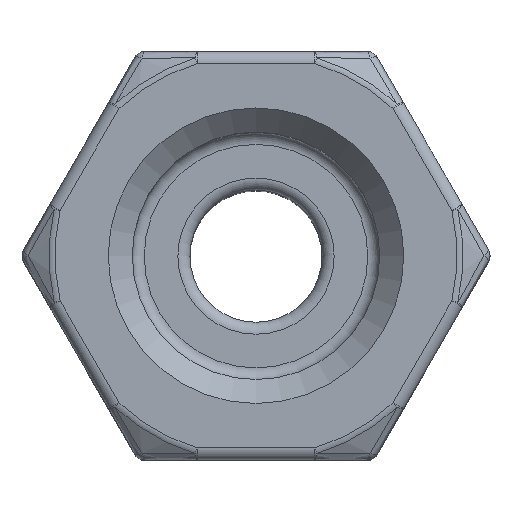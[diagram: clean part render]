
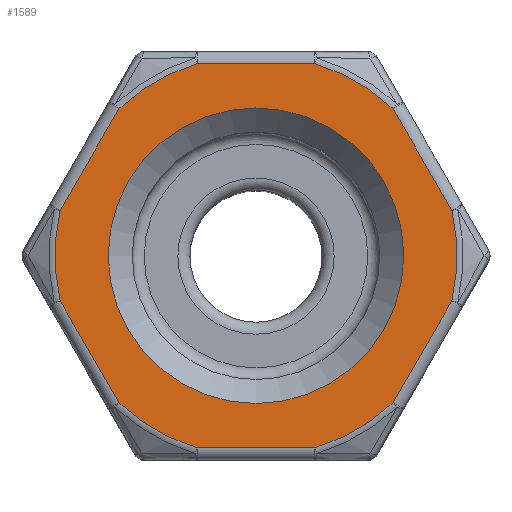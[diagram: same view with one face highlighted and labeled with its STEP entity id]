
A CAD part, top view. The second image highlights one B-rep face of the part: STEP entity #1589.
In plain terms, the highlighted planar face has unit normal (0, 0, 1).
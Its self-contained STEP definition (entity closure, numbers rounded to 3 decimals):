
#32=PLANE('',#1843);
#46=LINE('',#2916,#82);
#49=LINE('',#2993,#85);
#50=LINE('',#3076,#86);
#53=LINE('',#3153,#89);
#54=LINE('',#3236,#90);
#57=LINE('',#3313,#93);
#82=VECTOR('',#2066,1000.);
#85=VECTOR('',#2089,1000.);
#86=VECTOR('',#2122,1000.);
#89=VECTOR('',#2145,1000.);
#90=VECTOR('',#2178,1000.);
#93=VECTOR('',#2201,1000.);
#676=ORIENTED_EDGE('',*,*,#893,.T.);
#677=ORIENTED_EDGE('',*,*,#811,.T.);
#678=ORIENTED_EDGE('',*,*,#894,.T.);
#679=ORIENTED_EDGE('',*,*,#841,.T.);
#680=ORIENTED_EDGE('',*,*,#897,.T.);
#681=ORIENTED_EDGE('',*,*,#871,.T.);
#682=ORIENTED_EDGE('',*,*,#899,.T.);
#683=ORIENTED_EDGE('',*,*,#885,.T.);
#684=ORIENTED_EDGE('',*,*,#901,.T.);
#685=ORIENTED_EDGE('',*,*,#855,.T.);
#686=ORIENTED_EDGE('',*,*,#903,.T.);
#687=ORIENTED_EDGE('',*,*,#825,.T.);
#688=ORIENTED_EDGE('',*,*,#710,.T.);
#710=EDGE_CURVE('',#937,#937,#1056,.T.);
#811=EDGE_CURVE('',#997,#1000,#46,.T.);
#825=EDGE_CURVE('',#1007,#1004,#49,.T.);
#841=EDGE_CURVE('',#1015,#1018,#50,.T.);
#855=EDGE_CURVE('',#1025,#1022,#53,.T.);
#871=EDGE_CURVE('',#1033,#1036,#54,.T.);
#885=EDGE_CURVE('',#1043,#1040,#57,.T.);
#893=EDGE_CURVE('',#1004,#997,#1167,.T.);
#894=EDGE_CURVE('',#1000,#1015,#1168,.T.);
#897=EDGE_CURVE('',#1018,#1033,#1171,.T.);
#899=EDGE_CURVE('',#1036,#1043,#1173,.T.);
#901=EDGE_CURVE('',#1040,#1025,#1175,.T.);
#903=EDGE_CURVE('',#1022,#1007,#1177,.T.);
#937=VERTEX_POINT('',#2387);
#997=VERTEX_POINT('',#2906);
#1000=VERTEX_POINT('',#2915);
#1004=VERTEX_POINT('',#2955);
#1007=VERTEX_POINT('',#2990);
#1015=VERTEX_POINT('',#3066);
#1018=VERTEX_POINT('',#3075);
#1022=VERTEX_POINT('',#3115);
#1025=VERTEX_POINT('',#3150);
#1033=VERTEX_POINT('',#3226);
#1036=VERTEX_POINT('',#3235);
#1040=VERTEX_POINT('',#3275);
#1043=VERTEX_POINT('',#3310);
#1056=CIRCLE('',#1619,6.15);
#1167=CIRCLE('',#1779,8.366);
#1168=CIRCLE('',#1781,8.366);
#1171=CIRCLE('',#1785,8.366);
#1173=CIRCLE('',#1788,8.366);
#1175=CIRCLE('',#1791,8.366);
#1177=CIRCLE('',#1794,8.366);
#1319=EDGE_LOOP('',(#676,#677,#678,#679,#680,#681,#682,#683,#684,#685,#686,
#687));
#1320=EDGE_LOOP('',(#688));
#1451=FACE_BOUND('',#1319,.T.);
#1452=FACE_BOUND('',#1320,.T.);
#1589=ADVANCED_FACE('',(#1451,#1452),#32,.T.);
#1619=AXIS2_PLACEMENT_3D('',#2386,#1874,#1875);
#1779=AXIS2_PLACEMENT_3D('',#3352,#2218,#2219);
#1781=AXIS2_PLACEMENT_3D('',#3354,#2222,#2223);
#1785=AXIS2_PLACEMENT_3D('',#3358,#2230,#2231);
#1788=AXIS2_PLACEMENT_3D('',#3361,#2236,#2237);
#1791=AXIS2_PLACEMENT_3D('',#3364,#2242,#2243);
#1794=AXIS2_PLACEMENT_3D('',#3367,#2248,#2249);
#1843=AXIS2_PLACEMENT_3D('',#3429,#2358,#2359);
#1874=DIRECTION('',(0.,0.,-1.));
#1875=DIRECTION('',(1.,0.,0.));
#2066=DIRECTION('',(1.,0.,0.));
#2089=DIRECTION('',(0.5,-0.866,0.));
#2122=DIRECTION('',(0.5,0.866,0.));
#2145=DIRECTION('',(-0.5,-0.866,0.));
#2178=DIRECTION('',(-0.5,0.866,0.));
#2201=DIRECTION('',(-1.,0.,0.));
#2218=DIRECTION('',(0.,0.,1.));
#2219=DIRECTION('',(1.,0.,0.));
#2222=DIRECTION('',(0.,0.,1.));
#2223=DIRECTION('',(1.,0.,0.));
#2230=DIRECTION('',(0.,0.,1.));
#2231=DIRECTION('',(1.,0.,0.));
#2236=DIRECTION('',(0.,0.,1.));
#2237=DIRECTION('',(1.,0.,0.));
#2242=DIRECTION('',(0.,0.,1.));
#2243=DIRECTION('',(1.,0.,0.));
#2248=DIRECTION('',(0.,0.,1.));
#2249=DIRECTION('',(1.,0.,0.));
#2358=DIRECTION('',(0.,0.,1.));
#2359=DIRECTION('',(1.,0.,0.));
#2386=CARTESIAN_POINT('',(0.,0.,0.));
#2387=CARTESIAN_POINT('',(6.15,0.,0.));
#2906=CARTESIAN_POINT('',(-2.448,-8.,0.));
#2915=CARTESIAN_POINT('',(2.448,-8.,0.));
#2916=CARTESIAN_POINT('',(0.,-8.,0.));
#2955=CARTESIAN_POINT('',(-5.704,-6.12,0.));
#2990=CARTESIAN_POINT('',(-8.152,-1.88,0.));
#2993=CARTESIAN_POINT('',(-6.928,-4.,0.));
#3066=CARTESIAN_POINT('',(5.704,-6.12,0.));
#3075=CARTESIAN_POINT('',(8.152,-1.88,0.));
#3076=CARTESIAN_POINT('',(6.928,-4.,0.));
#3115=CARTESIAN_POINT('',(-8.152,1.88,0.));
#3150=CARTESIAN_POINT('',(-5.704,6.12,0.));
#3153=CARTESIAN_POINT('',(-6.928,4.,0.));
#3226=CARTESIAN_POINT('',(8.152,1.88,0.));
#3235=CARTESIAN_POINT('',(5.704,6.12,0.));
#3236=CARTESIAN_POINT('',(6.928,4.,0.));
#3275=CARTESIAN_POINT('',(-2.448,8.,0.));
#3310=CARTESIAN_POINT('',(2.448,8.,0.));
#3313=CARTESIAN_POINT('',(0.,8.,0.));
#3352=CARTESIAN_POINT('',(0.,0.,0.));
#3354=CARTESIAN_POINT('',(0.,0.,0.));
#3358=CARTESIAN_POINT('',(0.,0.,0.));
#3361=CARTESIAN_POINT('',(0.,0.,0.));
#3364=CARTESIAN_POINT('',(0.,0.,0.));
#3367=CARTESIAN_POINT('',(0.,0.,0.));
#3429=CARTESIAN_POINT('',(0.,0.,0.));
